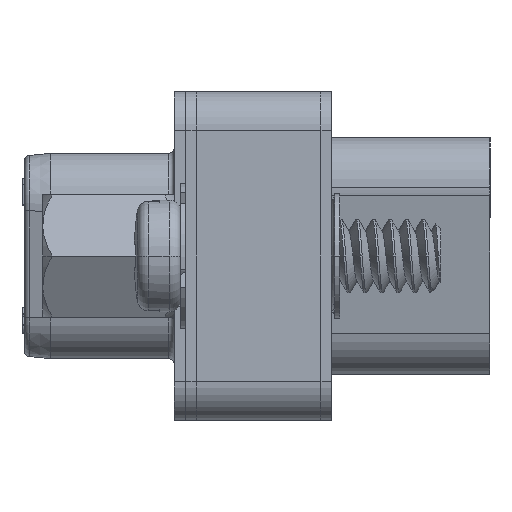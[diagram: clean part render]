
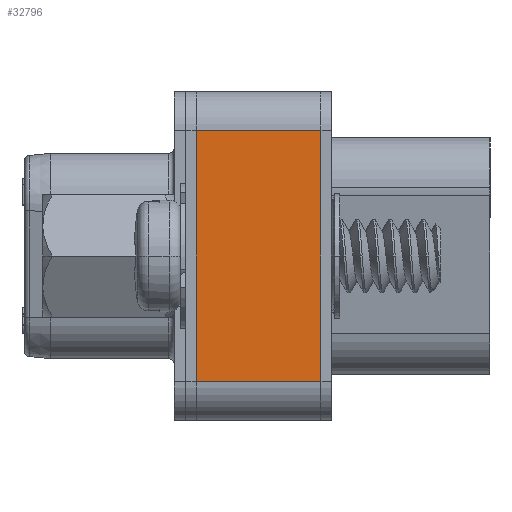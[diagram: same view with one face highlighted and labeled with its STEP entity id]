
A CAD part, left-side view. The second image highlights one B-rep face of the part: STEP entity #32796.
In plain terms, the highlighted planar face has unit normal (-1, 0, 0).
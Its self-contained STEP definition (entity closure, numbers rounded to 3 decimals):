
#158 = CARTESIAN_POINT ( 'NONE',  ( -26.675, 2.4, 4.825 ) ) ;
#874 = VECTOR ( 'NONE', #35712, 1000. ) ;
#1691 = VERTEX_POINT ( 'NONE', #9674 ) ;
#2561 = ORIENTED_EDGE ( 'NONE', *, *, #26802, .T. ) ;
#2959 = LINE ( 'NONE', #19121, #17484 ) ;
#3182 = DIRECTION ( 'NONE',  ( 0., -1., 0. ) ) ;
#3982 = VERTEX_POINT ( 'NONE', #23394 ) ;
#4997 = VERTEX_POINT ( 'NONE', #6754 ) ;
#6509 = VERTEX_POINT ( 'NONE', #13805 ) ;
#6754 = CARTESIAN_POINT ( 'NONE',  ( -26.675, -2.4, -4.825 ) ) ;
#7141 = LINE ( 'NONE', #36938, #37125 ) ;
#7604 = DIRECTION ( 'NONE',  ( 0., 0., 1. ) ) ;
#8279 = EDGE_CURVE ( 'NONE', #6509, #3982, #8592, .T. ) ;
#8592 = LINE ( 'NONE', #158, #874 ) ;
#9674 = CARTESIAN_POINT ( 'NONE',  ( -26.675, 2.4, -4.825 ) ) ;
#13291 = PLANE ( 'NONE',  #29271 ) ;
#13805 = CARTESIAN_POINT ( 'NONE',  ( -26.675, -2.4, 4.825 ) ) ;
#14172 = VECTOR ( 'NONE', #3182, 1000. ) ;
#16221 = DIRECTION ( 'NONE',  ( 0., 0., -1. ) ) ;
#17484 = VECTOR ( 'NONE', #7604, 1000. ) ;
#19121 = CARTESIAN_POINT ( 'NONE',  ( -26.675, -2.4, 6.325 ) ) ;
#20578 = CARTESIAN_POINT ( 'NONE',  ( -26.675, 2.4, -4.825 ) ) ;
#20925 = ORIENTED_EDGE ( 'NONE', *, *, #32810, .T. ) ;
#21454 = EDGE_CURVE ( 'NONE', #1691, #3982, #7141, .T. ) ;
#22688 = DIRECTION ( 'NONE',  ( 0., 0., 1. ) ) ;
#23052 = ORIENTED_EDGE ( 'NONE', *, *, #8279, .T. ) ;
#23394 = CARTESIAN_POINT ( 'NONE',  ( -26.675, 2.4, 4.825 ) ) ;
#26119 = FACE_OUTER_BOUND ( 'NONE', #29040, .T. ) ;
#26802 = EDGE_CURVE ( 'NONE', #1691, #4997, #36492, .T. ) ;
#27017 = ORIENTED_EDGE ( 'NONE', *, *, #21454, .F. ) ;
#29040 = EDGE_LOOP ( 'NONE', ( #20925, #23052, #27017, #2561 ) ) ;
#29271 = AXIS2_PLACEMENT_3D ( 'NONE', #36438, #33630, #16221 ) ;
#32796 = ADVANCED_FACE ( 'NONE', ( #26119 ), #13291, .F. ) ;
#32810 = EDGE_CURVE ( 'NONE', #4997, #6509, #2959, .T. ) ;
#33630 = DIRECTION ( 'NONE',  ( 1., 0., 0. ) ) ;
#35712 = DIRECTION ( 'NONE',  ( 0., 1., 0. ) ) ;
#36438 = CARTESIAN_POINT ( 'NONE',  ( -26.675, 2.4, 6.325 ) ) ;
#36492 = LINE ( 'NONE', #20578, #14172 ) ;
#36938 = CARTESIAN_POINT ( 'NONE',  ( -26.675, 2.4, 6.325 ) ) ;
#37125 = VECTOR ( 'NONE', #22688, 1000. ) ;
